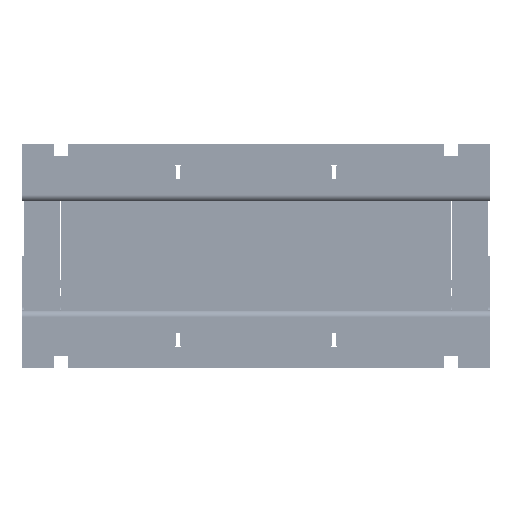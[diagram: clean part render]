
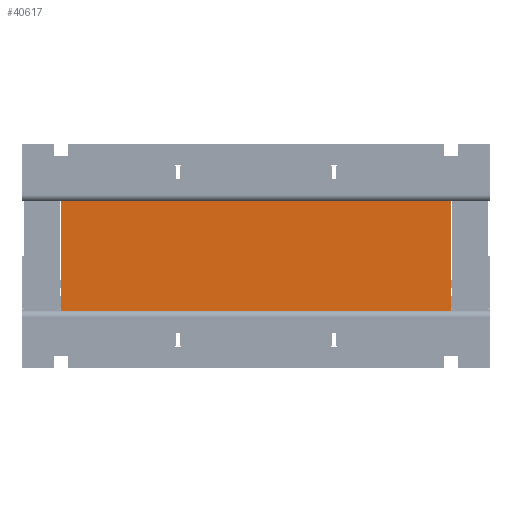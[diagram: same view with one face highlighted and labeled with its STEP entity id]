
A CAD part, front view. The second image highlights one B-rep face of the part: STEP entity #40617.
In plain terms, the highlighted planar face has unit normal (0, -1, 0).
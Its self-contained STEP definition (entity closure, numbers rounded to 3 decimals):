
#2180=FACE_OUTER_BOUND('',#4217,.T.);
#4217=EDGE_LOOP('',(#26530,#26531,#26532,#26533));
#6499=LINE('',#57335,#11304);
#6514=LINE('',#57383,#11319);
#6516=LINE('',#57387,#11321);
#6517=LINE('',#57388,#11322);
#11304=VECTOR('',#46008,10.);
#11319=VECTOR('',#46047,10.);
#11321=VECTOR('',#46051,10.);
#11322=VECTOR('',#46052,10.);
#16109=VERTEX_POINT('',#57333);
#16110=VERTEX_POINT('',#57334);
#16131=VERTEX_POINT('',#57382);
#16132=VERTEX_POINT('',#57386);
#20354=EDGE_CURVE('',#16109,#16110,#6499,.T.);
#20377=EDGE_CURVE('',#16131,#16109,#6514,.T.);
#20379=EDGE_CURVE('',#16132,#16131,#6516,.T.);
#20380=EDGE_CURVE('',#16110,#16132,#6517,.T.);
#26530=ORIENTED_EDGE('',*,*,#20379,.T.);
#26531=ORIENTED_EDGE('',*,*,#20377,.T.);
#26532=ORIENTED_EDGE('',*,*,#20354,.T.);
#26533=ORIENTED_EDGE('',*,*,#20380,.T.);
#37112=PLANE('',#42757);
#40617=ADVANCED_FACE('',(#2180),#37112,.T.);
#42757=AXIS2_PLACEMENT_3D('',#57385,#46049,#46050);
#46008=DIRECTION('',(1.,0.,0.));
#46047=DIRECTION('',(0.,0.,-1.));
#46049=DIRECTION('center_axis',(0.,-1.,0.));
#46050=DIRECTION('ref_axis',(0.,0.,
1.));
#46051=DIRECTION('',(-1.,0.,0.));
#46052=DIRECTION('',(0.,0.,1.));
#57333=CARTESIAN_POINT('',(-125.,-125.,-35.));
#57334=CARTESIAN_POINT('',(125.,-125.,-35.));
#57335=CARTESIAN_POINT('',(-125.,-125.,-35.));
#57382=CARTESIAN_POINT('',(-125.,-125.,35.));
#57383=CARTESIAN_POINT('',(-125.,-125.,0.));
#57385=CARTESIAN_POINT('Origin',(125.,-125.,0.));
#57386=CARTESIAN_POINT('',(125.,-125.,35.));
#57387=CARTESIAN_POINT('',(-125.,-125.,35.));
#57388=CARTESIAN_POINT('',(125.,-125.,0.));
